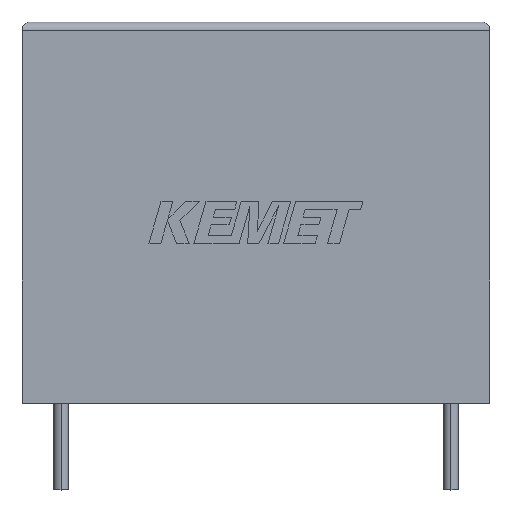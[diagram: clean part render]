
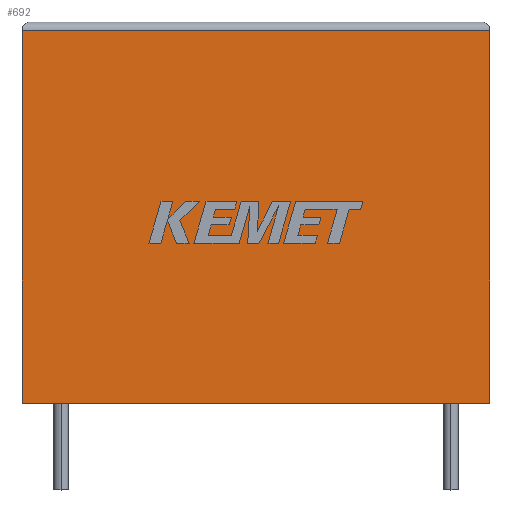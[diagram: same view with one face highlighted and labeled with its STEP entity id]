
A CAD part, top view. The second image highlights one B-rep face of the part: STEP entity #692.
In plain terms, the highlighted planar face has unit normal (0, 0, 1).
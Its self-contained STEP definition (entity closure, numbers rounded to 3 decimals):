
#8 = LINE ( 'NONE', #1452, #431 ) ;
#10 = ORIENTED_EDGE ( 'NONE', *, *, #1859, .T. ) ;
#25 = VECTOR ( 'NONE', #960, 1000. ) ;
#137 = CARTESIAN_POINT ( 'NONE',  ( 0., 0., 12. ) ) ;
#147 = VERTEX_POINT ( 'NONE', #1326 ) ;
#163 = DIRECTION ( 'NONE',  ( -1., 0., 0. ) ) ;
#198 = EDGE_LOOP ( 'NONE', ( #714, #530, #2414, #10 ) ) ;
#431 = VECTOR ( 'NONE', #877, 1000. ) ;
#478 = EDGE_CURVE ( 'NONE', #1816, #1466, #8, .T. ) ;
#500 = AXIS2_PLACEMENT_3D ( 'NONE', #2281, #1310, #163 ) ;
#524 = CARTESIAN_POINT ( 'NONE',  ( 27., 0., 12. ) ) ;
#530 = ORIENTED_EDGE ( 'NONE', *, *, #478, .T. ) ;
#562 = EDGE_CURVE ( 'NONE', #1281, #1816, #1386, .T. ) ;
#654 = DIRECTION ( 'NONE',  ( 0., 1., 0. ) ) ;
#692 = ADVANCED_FACE ( 'NONE', ( #2278 ), #2071, .F. ) ;
#714 = ORIENTED_EDGE ( 'NONE', *, *, #562, .T. ) ;
#733 = VECTOR ( 'NONE', #654, 1000. ) ;
#857 = DIRECTION ( 'NONE',  ( 0., -1., 0. ) ) ;
#877 = DIRECTION ( 'NONE',  ( -1., 0., 0. ) ) ;
#899 = LINE ( 'NONE', #137, #1862 ) ;
#960 = DIRECTION ( 'NONE',  ( 1., 0., 0. ) ) ;
#980 = CARTESIAN_POINT ( 'NONE',  ( 0., 21.5, 12. ) ) ;
#1281 = VERTEX_POINT ( 'NONE', #524 ) ;
#1310 = DIRECTION ( 'NONE',  ( 0., 0., -1. ) ) ;
#1326 = CARTESIAN_POINT ( 'NONE',  ( 0., 0., 12. ) ) ;
#1386 = LINE ( 'NONE', #1853, #733 ) ;
#1452 = CARTESIAN_POINT ( 'NONE',  ( 0., 21.5, 12. ) ) ;
#1466 = VERTEX_POINT ( 'NONE', #980 ) ;
#1816 = VERTEX_POINT ( 'NONE', #2112 ) ;
#1853 = CARTESIAN_POINT ( 'NONE',  ( 27., 0., 12. ) ) ;
#1859 = EDGE_CURVE ( 'NONE', #147, #1281, #2198, .T. ) ;
#1862 = VECTOR ( 'NONE', #857, 1000. ) ;
#1920 = CARTESIAN_POINT ( 'NONE',  ( 0., 0., 12. ) ) ;
#2069 = EDGE_CURVE ( 'NONE', #1466, #147, #899, .T. ) ;
#2071 = PLANE ( 'NONE',  #500 ) ;
#2112 = CARTESIAN_POINT ( 'NONE',  ( 27., 21.5, 12. ) ) ;
#2198 = LINE ( 'NONE', #1920, #25 ) ;
#2278 = FACE_OUTER_BOUND ( 'NONE', #198, .T. ) ;
#2281 = CARTESIAN_POINT ( 'NONE',  ( 0., 0., 12. ) ) ;
#2414 = ORIENTED_EDGE ( 'NONE', *, *, #2069, .T. ) ;
